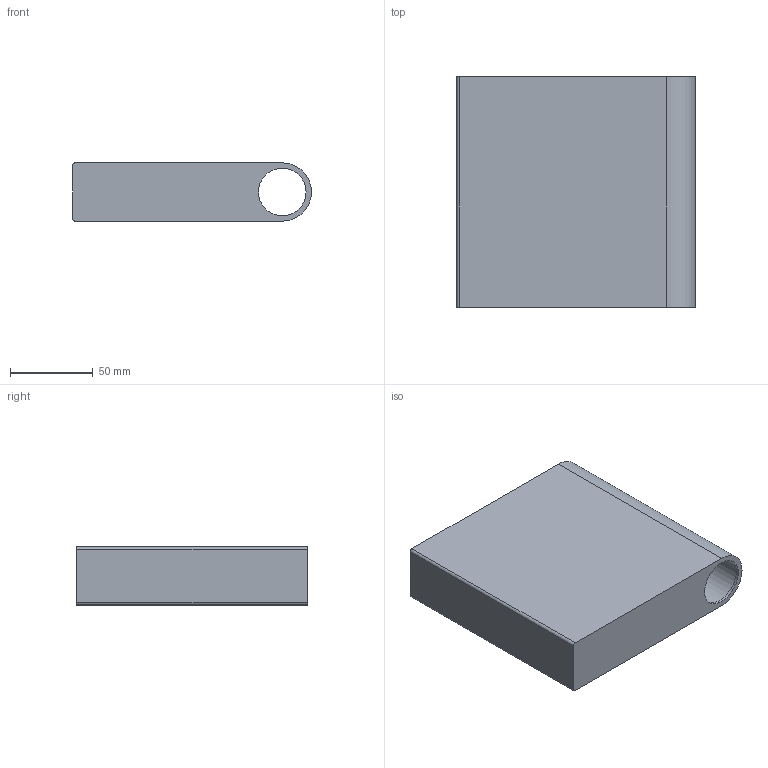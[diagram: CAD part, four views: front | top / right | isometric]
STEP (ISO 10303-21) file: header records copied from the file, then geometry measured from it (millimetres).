
FILE_DESCRIPTION(('FreeCAD Model'),'2;1');
FILE_NAME('Open CASCADE Shape Model','2022-02-17T12:04:27',('Author'),( ''),'Open CASCADE STEP processor 7.5','FreeCAD','Unknown');
FILE_SCHEMA(('AUTOMOTIVE_DESIGN { 1 0 10303 214 1 1 1 1 }'));
Length unit declared in the file: millimetre
Products named in the file (3): Unnamed; Body; Fillet001
Assembly tree (2 placements, depth 2):
  Unnamed
    Body
    Fillet001
Bounding box: 144.4 x 139.6 x 35.2 mm (x, y, z)
Volume: 324281.3 mm3; surface area: 215186.7 mm2
Topology: 2 solids, 2 shells, 36 faces, 84 edges, 56 vertices
Faces by surface type: plane 24, cylinder 12
Full cylindrical faces by diameter (mm): 28.8 x2, 32 x2
Entity records: 2222 total; most frequent: CARTESIAN_POINT 467, DIRECTION 314, LINE 180, VECTOR 180, ORIENTED_EDGE 168, PCURVE 168, DEFINITIONAL_REPRESENTATION 168, EDGE_CURVE 84
